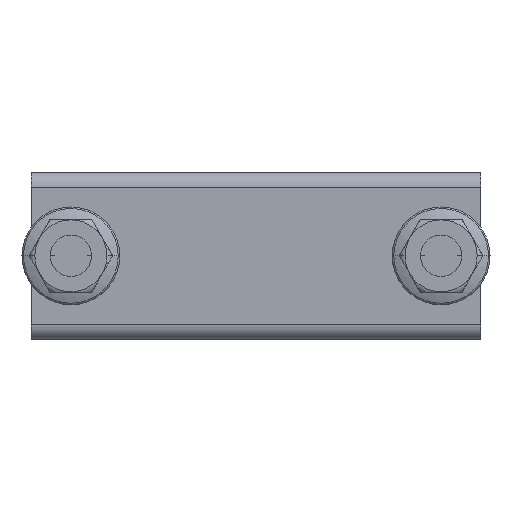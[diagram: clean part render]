
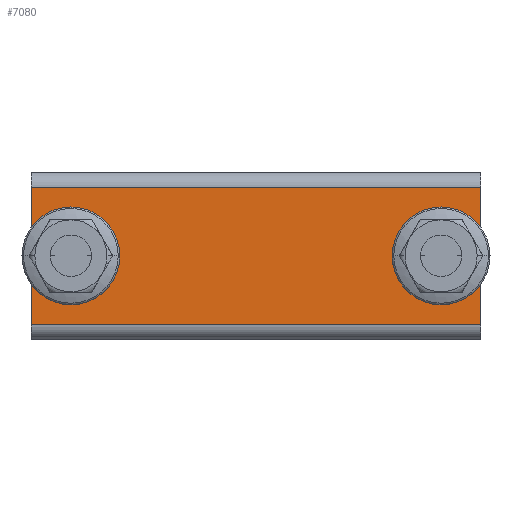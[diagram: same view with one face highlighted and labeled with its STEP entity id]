
A CAD part, top view. The second image highlights one B-rep face of the part: STEP entity #7080.
In plain terms, the highlighted face is planar.
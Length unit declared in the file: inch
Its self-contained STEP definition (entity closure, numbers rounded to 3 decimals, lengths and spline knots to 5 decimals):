
#121 = DIRECTION ( 'NONE',  ( 1., 0., 0. ) ) ;
#139 = DIRECTION ( 'NONE',  ( 1., 0., 0. ) ) ;
#576 = DIRECTION ( 'NONE',  ( 0., 0., 1. ) ) ;
#708 = VERTEX_POINT ( 'NONE', #4406 ) ;
#757 = DIRECTION ( 'NONE',  ( 0., 0., -1. ) ) ;
#810 = EDGE_LOOP ( 'NONE', ( #13497, #17808 ) ) ;
#1090 = CARTESIAN_POINT ( 'NONE',  ( -1.2, -0.41, -1.346 ) ) ;
#1509 = CARTESIAN_POINT ( 'NONE',  ( -1.2, 0., 1.1075 ) ) ;
#2258 = DIRECTION ( 'NONE',  ( 0., 0., -1. ) ) ;
#2565 = FACE_BOUND ( 'NONE', #810, .T. ) ;
#3341 = VERTEX_POINT ( 'NONE', #13868 ) ;
#3494 = ORIENTED_EDGE ( 'NONE', *, *, #15838, .T. ) ;
#3567 = LINE ( 'NONE', #9109, #12305 ) ;
#3773 = LINE ( 'NONE', #7833, #8303 ) ;
#3860 = ORIENTED_EDGE ( 'NONE', *, *, #6596, .F. ) ;
#4032 = CARTESIAN_POINT ( 'NONE',  ( -1.2, 0.41, 1.346 ) ) ;
#4130 = DIRECTION ( 'NONE',  ( 0., 0., -1. ) ) ;
#4189 = ORIENTED_EDGE ( 'NONE', *, *, #8776, .T. ) ;
#4406 = CARTESIAN_POINT ( 'NONE',  ( -1.2, 0., 0.9745 ) ) ;
#4888 = DIRECTION ( 'NONE',  ( 0., 1., 0. ) ) ;
#5130 = AXIS2_PLACEMENT_3D ( 'NONE', #1509, #139, #4130 ) ;
#5302 = CIRCLE ( 'NONE', #13854, 0.133 ) ;
#5862 = CARTESIAN_POINT ( 'NONE',  ( -1.2, 0.41, -1.346 ) ) ;
#5997 = EDGE_CURVE ( 'NONE', #13839, #10478, #12923, .T. ) ;
#6596 = EDGE_CURVE ( 'NONE', #13839, #10576, #3773, .T. ) ;
#7080 = ADVANCED_FACE ( 'NONE', ( #2565, #7714, #9550 ), #13266, .F. ) ;
#7682 = AXIS2_PLACEMENT_3D ( 'NONE', #16072, #17766, #2258 ) ;
#7714 = FACE_OUTER_BOUND ( 'NONE', #14898, .T. ) ;
#7833 = CARTESIAN_POINT ( 'NONE',  ( -1.2, -0.5, 1.346 ) ) ;
#8303 = VECTOR ( 'NONE', #9340, 39.37008 ) ;
#8623 = EDGE_CURVE ( 'NONE', #15980, #3341, #5302, .T. ) ;
#8690 = DIRECTION ( 'NONE',  ( 1., 0., 0. ) ) ;
#8776 = EDGE_CURVE ( 'NONE', #708, #17994, #17753, .T. ) ;
#9089 = LINE ( 'NONE', #9191, #14011 ) ;
#9109 = CARTESIAN_POINT ( 'NONE',  ( -1.2, -0.5, -1.346 ) ) ;
#9191 = CARTESIAN_POINT ( 'NONE',  ( -1.2, -0.41, -1.346 ) ) ;
#9340 = DIRECTION ( 'NONE',  ( 0., -1., 0. ) ) ;
#9468 = ORIENTED_EDGE ( 'NONE', *, *, #5997, .T. ) ;
#9550 = FACE_BOUND ( 'NONE', #16701, .T. ) ;
#9763 = AXIS2_PLACEMENT_3D ( 'NONE', #10327, #121, #17534 ) ;
#9849 = AXIS2_PLACEMENT_3D ( 'NONE', #18341, #8690, #16949 ) ;
#9901 = CARTESIAN_POINT ( 'NONE',  ( -1.2, 0.41, -1.346 ) ) ;
#10327 = CARTESIAN_POINT ( 'NONE',  ( -1.2, 0., 1.1075 ) ) ;
#10377 = CARTESIAN_POINT ( 'NONE',  ( -1.2, -0.41, 1.346 ) ) ;
#10478 = VERTEX_POINT ( 'NONE', #9901 ) ;
#10560 = EDGE_CURVE ( 'NONE', #3341, #15980, #12129, .T. ) ;
#10576 = VERTEX_POINT ( 'NONE', #10377 ) ;
#10894 = DIRECTION ( 'NONE',  ( 0., 0., -1. ) ) ;
#11074 = CARTESIAN_POINT ( 'NONE',  ( -1.2, 0., -1.2405 ) ) ;
#11465 = EDGE_CURVE ( 'NONE', #12166, #10478, #3567, .T. ) ;
#11536 = VECTOR ( 'NONE', #757, 39.37008 ) ;
#12129 = CIRCLE ( 'NONE', #7682, 0.133 ) ;
#12166 = VERTEX_POINT ( 'NONE', #1090 ) ;
#12305 = VECTOR ( 'NONE', #4888, 39.37008 ) ;
#12923 = LINE ( 'NONE', #5862, #11536 ) ;
#13097 = CIRCLE ( 'NONE', #5130, 0.133 ) ;
#13266 = PLANE ( 'NONE',  #9849 ) ;
#13497 = ORIENTED_EDGE ( 'NONE', *, *, #10560, .T. ) ;
#13839 = VERTEX_POINT ( 'NONE', #4032 ) ;
#13854 = AXIS2_PLACEMENT_3D ( 'NONE', #17562, #17826, #10894 ) ;
#13868 = CARTESIAN_POINT ( 'NONE',  ( -1.2, 0., -0.9745 ) ) ;
#14011 = VECTOR ( 'NONE', #576, 39.37008 ) ;
#14693 = ORIENTED_EDGE ( 'NONE', *, *, #11465, .F. ) ;
#14898 = EDGE_LOOP ( 'NONE', ( #3860, #9468, #14693, #16007 ) ) ;
#15838 = EDGE_CURVE ( 'NONE', #17994, #708, #13097, .T. ) ;
#15980 = VERTEX_POINT ( 'NONE', #11074 ) ;
#16007 = ORIENTED_EDGE ( 'NONE', *, *, #17462, .T. ) ;
#16072 = CARTESIAN_POINT ( 'NONE',  ( -1.2, 0., -1.1075 ) ) ;
#16538 = CARTESIAN_POINT ( 'NONE',  ( -1.2, 0., 1.2405 ) ) ;
#16701 = EDGE_LOOP ( 'NONE', ( #3494, #4189 ) ) ;
#16949 = DIRECTION ( 'NONE',  ( 0., 0., -1. ) ) ;
#17462 = EDGE_CURVE ( 'NONE', #12166, #10576, #9089, .T. ) ;
#17534 = DIRECTION ( 'NONE',  ( 0., 0., -1. ) ) ;
#17562 = CARTESIAN_POINT ( 'NONE',  ( -1.2, 0., -1.1075 ) ) ;
#17753 = CIRCLE ( 'NONE', #9763, 0.133 ) ;
#17766 = DIRECTION ( 'NONE',  ( 1., 0., 0. ) ) ;
#17808 = ORIENTED_EDGE ( 'NONE', *, *, #8623, .T. ) ;
#17826 = DIRECTION ( 'NONE',  ( 1., 0., 0. ) ) ;
#17994 = VERTEX_POINT ( 'NONE', #16538 ) ;
#18341 = CARTESIAN_POINT ( 'NONE',  ( -1.2, -0.5, -1.346 ) ) ;
